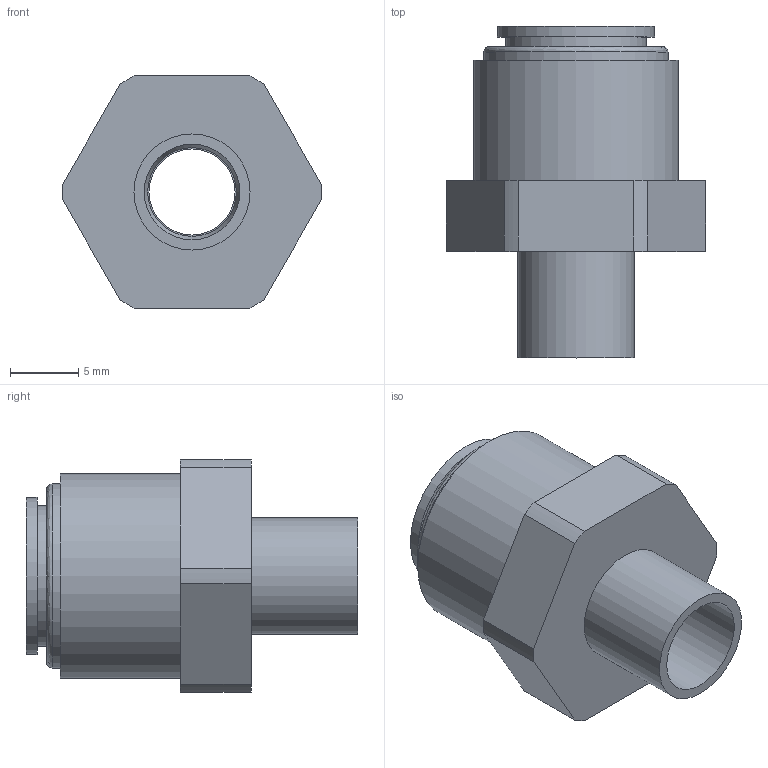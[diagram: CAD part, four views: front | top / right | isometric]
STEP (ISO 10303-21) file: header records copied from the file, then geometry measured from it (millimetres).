
FILE_DESCRIPTION (( 'STEP AP214' ), '1' );
FILE_NAME ('1016-Z1P-A.STEP', '2013-05-15T14:37:41', ( '3DAssist' ), ( '' ), 'SwSTEP 2.0', 'SolidWorks 2013', '' );
FILE_SCHEMA (( 'AUTOMOTIVE_DESIGN' ));
Length unit declared in the file: millimetre
Products named in the file (1): 1016-Z1P-A
Bounding box: 19 x 24.3 x 17 mm (x, y, z)
Volume: 2707.9 mm3; surface area: 1997.7 mm2
Topology: 1 solids, 1 shells, 30 faces, 67 edges, 45 vertices
Faces by surface type: plane 14, cylinder 14, bspline 1, cone 1
Full cylindrical faces by diameter (mm): 6.3 x1, 6.5 x1, 7 x1, 8.5 x1, 10.3 x1, 11.5 x1, 13.5 x1, 15 x1
Entity records: 831 total; most frequent: CARTESIAN_POINT 160, DIRECTION 140, ORIENTED_EDGE 108, AXIS2_PLACEMENT_3D 58, EDGE_CURVE 54, EDGE_LOOP 48, VERTEX_POINT 42, FACE_OUTER_BOUND 39
